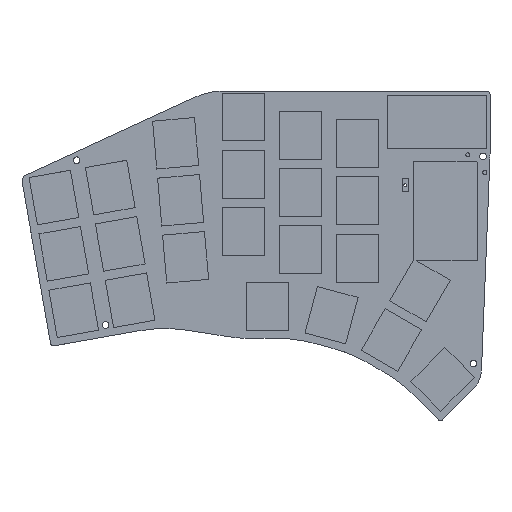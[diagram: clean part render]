
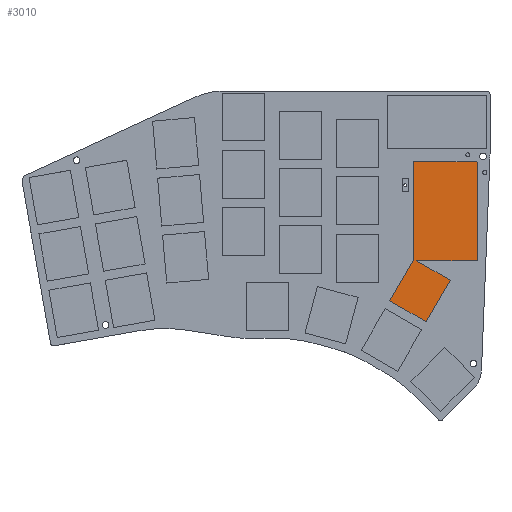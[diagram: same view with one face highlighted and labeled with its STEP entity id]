
A CAD part, top view. The second image highlights one B-rep face of the part: STEP entity #3010.
In plain terms, the highlighted planar face has unit normal (0, 0, 1).
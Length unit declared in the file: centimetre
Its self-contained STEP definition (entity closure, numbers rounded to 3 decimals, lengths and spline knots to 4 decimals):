
#444=VECTOR('',#3809,1.);
#446=VECTOR('',#3812,1.);
#448=VECTOR('',#3815,1.);
#450=VECTOR('',#3818,1.);
#452=VECTOR('',#3821,1.);
#455=VECTOR('',#3829,1.);
#458=VECTOR('',#3837,1.);
#461=VECTOR('',#3845,1.);
#808=LINE('',#4683,#444);
#810=LINE('',#4687,#446);
#812=LINE('',#4691,#448);
#814=LINE('',#4695,#450);
#816=LINE('',#4699,#452);
#819=LINE('',#4707,#455);
#822=LINE('',#4715,#458);
#825=LINE('',#4723,#461);
#1124=VERTEX_POINT('',#4678);
#1125=VERTEX_POINT('',#4679);
#1126=VERTEX_POINT('',#4684);
#1127=VERTEX_POINT('',#4688);
#1128=VERTEX_POINT('',#4692);
#1129=VERTEX_POINT('',#4696);
#1130=VERTEX_POINT('',#4700);
#1131=VERTEX_POINT('',#4704);
#1132=VERTEX_POINT('',#4708);
#1133=VERTEX_POINT('',#4712);
#1134=VERTEX_POINT('',#4716);
#1135=VERTEX_POINT('',#4720);
#1186=CIRCLE('',#3216,0.05);
#1187=CIRCLE('',#3223,0.05);
#1188=CIRCLE('',#3226,0.05);
#1189=CIRCLE('',#3229,0.05);
#1547=EDGE_CURVE('',#1124,#1125,#1186,.T.);
#1550=EDGE_CURVE('',#1125,#1126,#808,.T.);
#1552=EDGE_CURVE('',#1126,#1127,#810,.T.);
#1554=EDGE_CURVE('',#1127,#1128,#812,.T.);
#1556=EDGE_CURVE('',#1128,#1129,#814,.T.);
#1558=EDGE_CURVE('',#1129,#1130,#816,.T.);
#1560=EDGE_CURVE('',#1130,#1131,#1187,.T.);
#1562=EDGE_CURVE('',#1131,#1132,#819,.T.);
#1564=EDGE_CURVE('',#1132,#1133,#1188,.T.);
#1566=EDGE_CURVE('',#1133,#1134,#822,.T.);
#1568=EDGE_CURVE('',#1134,#1135,#1189,.T.);
#1570=EDGE_CURVE('',#1135,#1124,#825,.T.);
#2292=ORIENTED_EDGE('',*,*,#1547,.T.);
#2293=ORIENTED_EDGE('',*,*,#1550,.T.);
#2294=ORIENTED_EDGE('',*,*,#1552,.T.);
#2295=ORIENTED_EDGE('',*,*,#1554,.T.);
#2296=ORIENTED_EDGE('',*,*,#1556,.T.);
#2297=ORIENTED_EDGE('',*,*,#1558,.T.);
#2298=ORIENTED_EDGE('',*,*,#1560,.T.);
#2299=ORIENTED_EDGE('',*,*,#1562,.T.);
#2300=ORIENTED_EDGE('',*,*,#1564,.T.);
#2301=ORIENTED_EDGE('',*,*,#1566,.T.);
#2302=ORIENTED_EDGE('',*,*,#1568,.T.);
#2303=ORIENTED_EDGE('',*,*,#1570,.T.);
#2616=EDGE_LOOP('',(#2292,#2293,#2294,#2295,#2296,#2297,#2298,#2299,#2300,
#2301,#2302,#2303));
#2836=FACE_BOUND('',#2616,.T.);
#3010=ADVANCED_FACE('',(#2836),#4922,.T.);
#3216=AXIS2_PLACEMENT_3D('',#4677,#3804,#3805);
#3223=AXIS2_PLACEMENT_3D('',#4703,#3825,#3826);
#3226=AXIS2_PLACEMENT_3D('',#4711,#3833,#3834);
#3229=AXIS2_PLACEMENT_3D('',#4719,#3841,#3842);
#3231=AXIS2_PLACEMENT_3D('',#4724,#3846,$);
#3804=DIRECTION('',(0.,0.,1.));
#3805=DIRECTION('',(0.05,0.,0.));
#3809=DIRECTION('',(-0.5,-0.866,0.));
#3812=DIRECTION('',(0.866,-0.5,0.));
#3815=DIRECTION('',(0.5,0.866,0.));
#3818=DIRECTION('',(-0.866,0.5,0.));
#3821=DIRECTION('',(1.,0.,0.));
#3825=DIRECTION('',(0.,0.,1.));
#3826=DIRECTION('',(0.05,0.,0.));
#3829=DIRECTION('',(0.,1.,0.));
#3833=DIRECTION('',(0.,0.,1.));
#3834=DIRECTION('',(0.05,0.,0.));
#3837=DIRECTION('',(-1.,0.,0.));
#3841=DIRECTION('',(0.,0.,1.));
#3842=DIRECTION('',(0.05,0.,0.));
#3845=DIRECTION('',(0.,-1.,0.));
#3846=DIRECTION('',(0.,0.,1.));
#4677=CARTESIAN_POINT('',(15.2259,-8.4548,-0.15));
#4678=CARTESIAN_POINT('',(15.1759,-8.4548,-0.15));
#4679=CARTESIAN_POINT('',(15.1812,-8.477,-0.15));
#4683=CARTESIAN_POINT('',(14.3981,-9.8334,-0.15));
#4684=CARTESIAN_POINT('',(14.3981,-9.8334,-0.15));
#4687=CARTESIAN_POINT('',(15.6105,-10.5334,-0.15));
#4688=CARTESIAN_POINT('',(15.6105,-10.5334,-0.15));
#4691=CARTESIAN_POINT('',(16.4105,-9.1477,-0.15));
#4692=CARTESIAN_POINT('',(16.4105,-9.1477,-0.15));
#4695=CARTESIAN_POINT('',(15.2969,-8.5048,-0.15));
#4696=CARTESIAN_POINT('',(15.2969,-8.5048,-0.15));
#4699=CARTESIAN_POINT('',(17.2759,-8.5048,-0.15));
#4700=CARTESIAN_POINT('',(17.2759,-8.5048,-0.15));
#4703=CARTESIAN_POINT('',(17.2759,-8.4548,-0.15));
#4704=CARTESIAN_POINT('',(17.3259,-8.4548,-0.15));
#4707=CARTESIAN_POINT('',(17.3259,-5.2548,-0.15));
#4708=CARTESIAN_POINT('',(17.3259,-5.2548,-0.15));
#4711=CARTESIAN_POINT('',(17.2759,-5.2548,-0.15));
#4712=CARTESIAN_POINT('',(17.2759,-5.2048,-0.15));
#4715=CARTESIAN_POINT('',(15.2259,-5.2048,-0.15));
#4716=CARTESIAN_POINT('',(15.2259,-5.2048,-0.15));
#4719=CARTESIAN_POINT('',(15.2259,-5.2548,-0.15));
#4720=CARTESIAN_POINT('',(15.1759,-5.2548,-0.15));
#4723=CARTESIAN_POINT('',(15.1759,-8.4548,-0.15));
#4724=CARTESIAN_POINT('',(15.9607,-7.7839,-0.15));
#4922=PLANE('',#3231);
